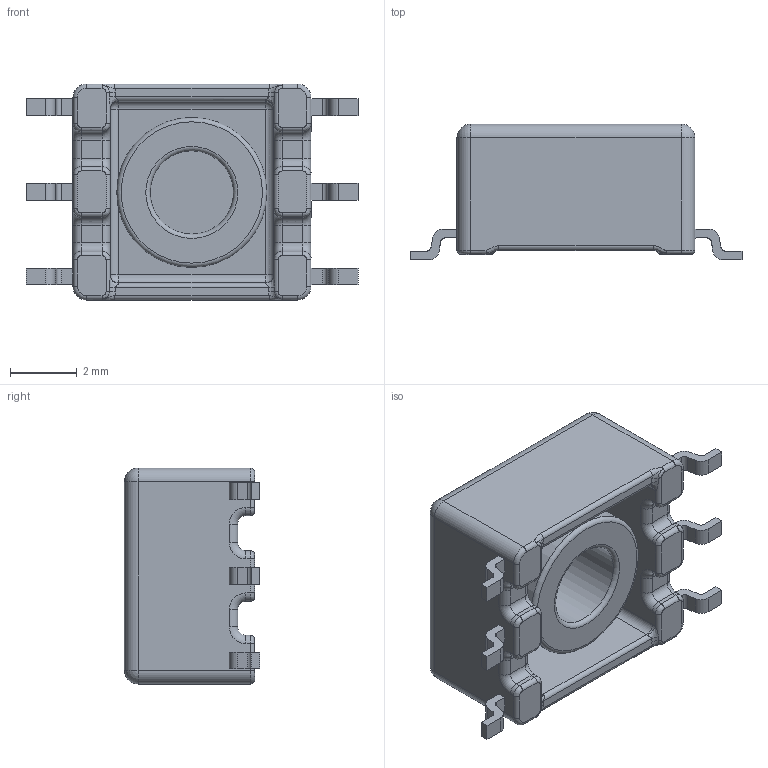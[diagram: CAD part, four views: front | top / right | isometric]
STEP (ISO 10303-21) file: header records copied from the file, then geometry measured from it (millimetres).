
FILE_DESCRIPTION(/* description */ (''),/* implementation_level */ '2;1');
FILE_NAME(/* name */ '760390014_color_V2.stp',/* time_stamp */ '2024-05-03T15:07:14+02:00',/* author */ ('Julien'),/* organization */ (''),/* preprocessor_version */ 'ST-DEVELOPER v19',/* originating_system */ 'Autodesk Inventor 2023',/* authorisation */ '');
FILE_SCHEMA (('AUTOMOTIVE_DESIGN { 1 0 10303 214 3 1 1 }'));
Length unit declared in the file: millimetre
Products named in the file (1): 760390014_color
Bounding box: 9.96 x 4.06 x 6.48 mm (x, y, z)
Volume: 110.1 mm3; surface area: 345.6 mm2
Topology: 2 solids, 2 shells, 260 faces, 639 edges, 381 vertices
Faces by surface type: cylinder 106, plane 86, torus 32, bspline 28, sphere 8
Full cylindrical faces by diameter (mm): 2.5 x1, 4.5 x1
Entity records: 10159 total; most frequent: CARTESIAN_POINT 3790, DIRECTION 1292, ORIENTED_EDGE 1262, EDGE_CURVE 631, AXIS2_PLACEMENT_3D 481, VERTEX_POINT 381, LINE 330, VECTOR 330
